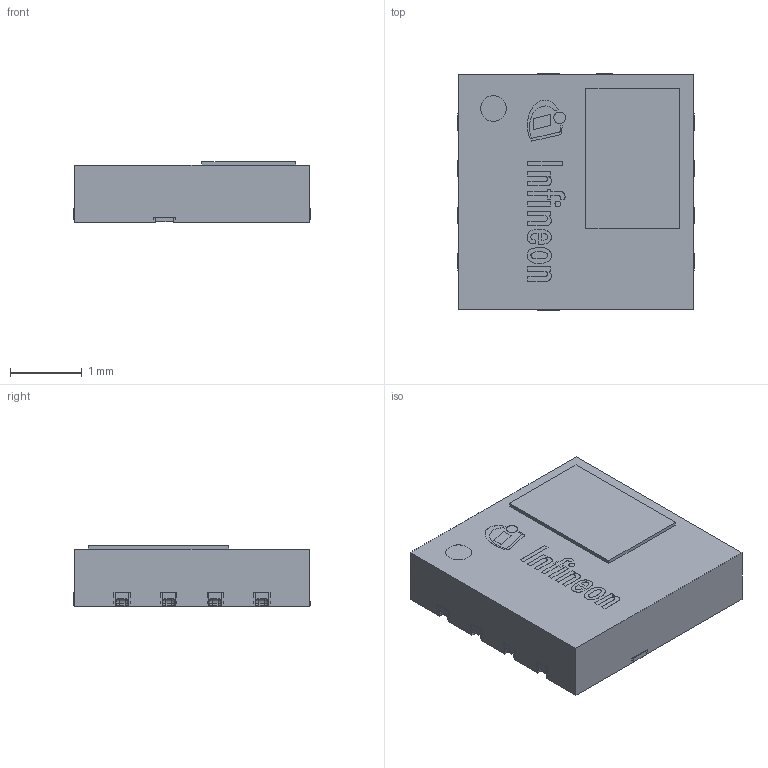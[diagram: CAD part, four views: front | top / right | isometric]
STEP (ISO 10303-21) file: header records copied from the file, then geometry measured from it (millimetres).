
FILE_DESCRIPTION(/* description */ (''),/* implementation_level */ '2;1');
FILE_NAME(/* name */ '1.stp',/* time_stamp */ '2026-02-11T19:04:35+05:30',/* author */ ('sivamani'),/* organization */ (''),/* preprocessor_version */ 'ST-DEVELOPER v19.2',/* originating_system */ 'AutoCAD Mechanical',/* authorisation */ '');
FILE_SCHEMA (('AUTOMOTIVE_DESIGN { 1 0 10303 214 3 1 1 }'));
Length unit declared in the file: millimetre
Products named in the file (1): Product
Bounding box: 3.3 x 3.3 x 0.85 mm (x, y, z)
Volume: 8.7 mm3; surface area: 56.9 mm2
Topology: 29 solids, 29 shells, 604 faces, 1581 edges, 1036 vertices
Faces by surface type: plane 508, bspline 54, cylinder 42
Full cylindrical faces by diameter (mm): 0.08 x1, 0.164 x1, 0.36 x2
Entity records: 18907 total; most frequent: CARTESIAN_POINT 4204, ORIENTED_EDGE 3162, DIRECTION 2749, EDGE_CURVE 1581, LINE 1371, VECTOR 1371, VERTEX_POINT 1036, AXIS2_PLACEMENT_3D 689
